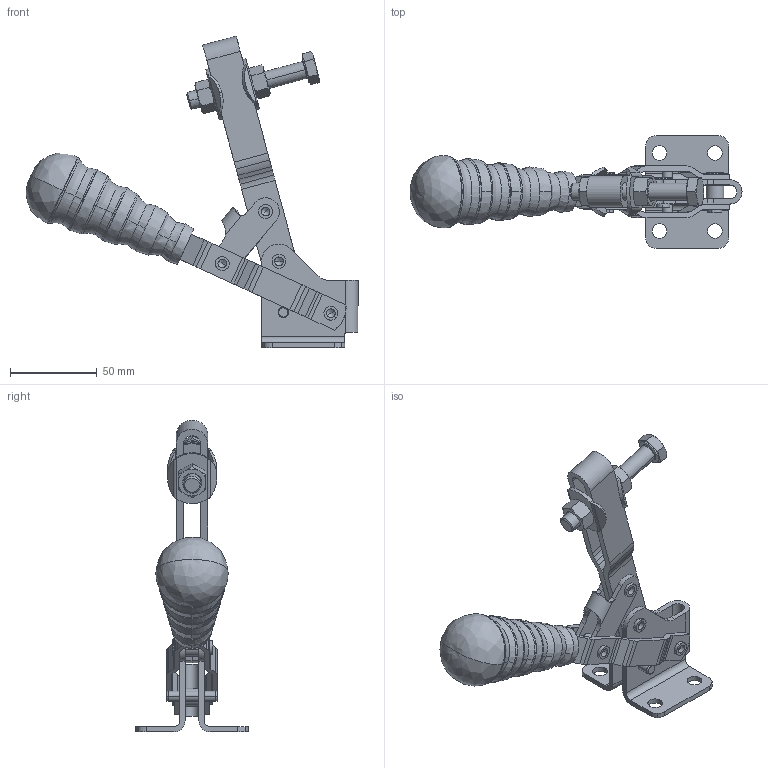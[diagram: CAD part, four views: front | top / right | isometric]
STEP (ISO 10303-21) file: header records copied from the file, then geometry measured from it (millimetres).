
FILE_DESCRIPTION((''),'2;1');
FILE_NAME('214.0-OPENED.stp','2005-09-24T14:57:10',('Kysilko'),(''),'Autodesk Inventor 8','Autodesk Inventor 8','');
FILE_SCHEMA(('AUTOMOTIVE_DESIGN { 1 0 10303 214 1 1 1 1 }'));
Length unit declared in the file: millimetre
Products named in the file (1): Part1
Bounding box: 191.74 x 64.96 x 180.04 mm (x, y, z)
Volume: 150943.6 mm3; surface area: 60761.7 mm2
Topology: 1 solids, 3 shells, 1474 faces, 5137 edges, 3197 vertices
Faces by surface type: plane 749, cone 360, cylinder 249, bspline 94, torus 22
Entity records: 59530 total; most frequent: CARTESIAN_POINT 15565, ORIENTED_EDGE 10262, DIRECTION 9051, EDGE_CURVE 5131, AXIS2_PLACEMENT_3D 3237, VERTEX_POINT 3197, VECTOR 2577, LINE 2577
